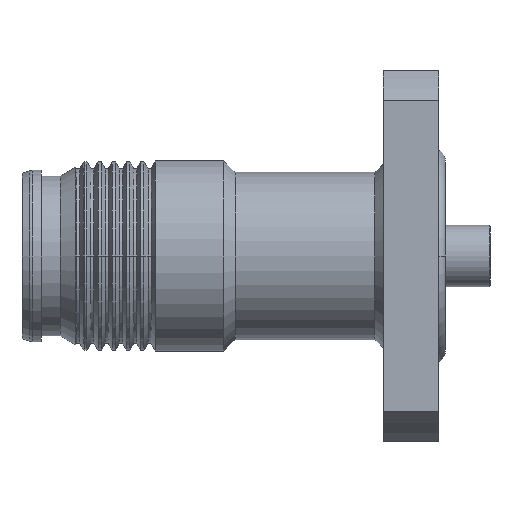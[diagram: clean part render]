
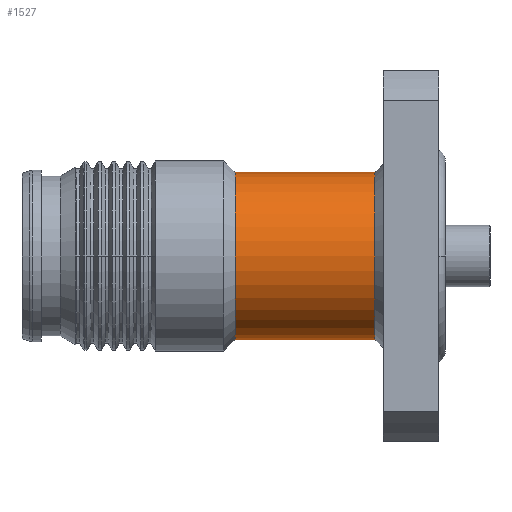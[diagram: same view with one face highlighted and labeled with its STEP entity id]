
A CAD part, front view. The second image highlights one B-rep face of the part: STEP entity #1527.
In plain terms, the highlighted cylindrical face has radius 4.4 mm (diameter 8.8 mm), a partial arc.
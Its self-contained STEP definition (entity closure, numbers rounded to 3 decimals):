
#219 = EDGE_CURVE ( 'NONE', #4958, #2924, #4717, .T. ) ;
#409 = ORIENTED_EDGE ( 'NONE', *, *, #4206, .F. ) ;
#643 = DIRECTION ( 'NONE',  ( 0., 0., -1. ) ) ;
#716 = CARTESIAN_POINT ( 'NONE',  ( 11.2, 0., 4.4 ) ) ;
#797 = VERTEX_POINT ( 'NONE', #716 ) ;
#867 = CARTESIAN_POINT ( 'NONE',  ( 0., 0., -4.4 ) ) ;
#982 = DIRECTION ( 'NONE',  ( 1., 0., 0. ) ) ;
#1036 = CARTESIAN_POINT ( 'NONE',  ( 11.2, 0., 0. ) ) ;
#1043 = CARTESIAN_POINT ( 'NONE',  ( 18.55, 0., 0. ) ) ;
#1144 = AXIS2_PLACEMENT_3D ( 'NONE', #1036, #1869, #2944 ) ;
#1204 = CARTESIAN_POINT ( 'NONE',  ( 11.2, 0., -4.4 ) ) ;
#1268 = LINE ( 'NONE', #3856, #2259 ) ;
#1449 = DIRECTION ( 'NONE',  ( 1., 0., 0. ) ) ;
#1527 = ADVANCED_FACE ( 'NONE', ( #5205 ), #1947, .T. ) ;
#1869 = DIRECTION ( 'NONE',  ( 1., 0., 0. ) ) ;
#1947 = CYLINDRICAL_SURFACE ( 'NONE', #3596, 4.4 ) ;
#2005 = VECTOR ( 'NONE', #1449, 1000. ) ;
#2253 = DIRECTION ( 'NONE',  ( 1., 0., 0. ) ) ;
#2259 = VECTOR ( 'NONE', #982, 1000. ) ;
#2380 = ORIENTED_EDGE ( 'NONE', *, *, #219, .F. ) ;
#2384 = EDGE_CURVE ( 'NONE', #797, #2507, #4164, .T. ) ;
#2390 = EDGE_CURVE ( 'NONE', #2507, #2924, #5262, .T. ) ;
#2491 = CARTESIAN_POINT ( 'NONE',  ( 18.55, 0., -4.4 ) ) ;
#2507 = VERTEX_POINT ( 'NONE', #1204 ) ;
#2529 = CARTESIAN_POINT ( 'NONE',  ( 0., 0., 0. ) ) ;
#2924 = VERTEX_POINT ( 'NONE', #2491 ) ;
#2944 = DIRECTION ( 'NONE',  ( 0., 0., -1. ) ) ;
#2980 = AXIS2_PLACEMENT_3D ( 'NONE', #1043, #3514, #643 ) ;
#3514 = DIRECTION ( 'NONE',  ( 1., 0., 0. ) ) ;
#3596 = AXIS2_PLACEMENT_3D ( 'NONE', #2529, #2253, #4604 ) ;
#3652 = CARTESIAN_POINT ( 'NONE',  ( 18.55, 0., 4.4 ) ) ;
#3666 = ORIENTED_EDGE ( 'NONE', *, *, #2390, .T. ) ;
#3777 = ORIENTED_EDGE ( 'NONE', *, *, #2384, .T. ) ;
#3856 = CARTESIAN_POINT ( 'NONE',  ( 0., 0., 4.4 ) ) ;
#4164 = CIRCLE ( 'NONE', #1144, 4.4 ) ;
#4206 = EDGE_CURVE ( 'NONE', #797, #4958, #1268, .T. ) ;
#4604 = DIRECTION ( 'NONE',  ( 0., 0., -1. ) ) ;
#4717 = CIRCLE ( 'NONE', #2980, 4.4 ) ;
#4956 = EDGE_LOOP ( 'NONE', ( #409, #3777, #3666, #2380 ) ) ;
#4958 = VERTEX_POINT ( 'NONE', #3652 ) ;
#5205 = FACE_OUTER_BOUND ( 'NONE', #4956, .T. ) ;
#5262 = LINE ( 'NONE', #867, #2005 ) ;
